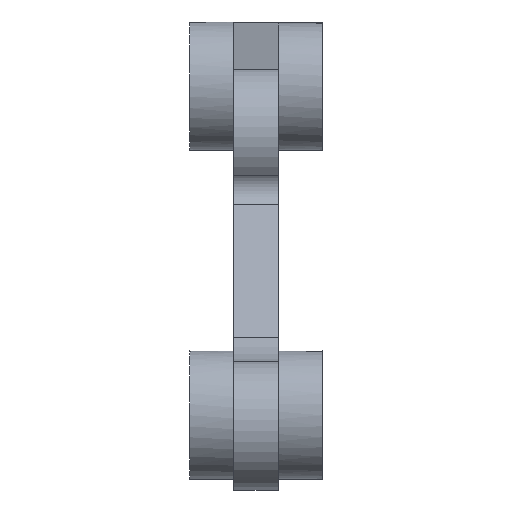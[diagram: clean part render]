
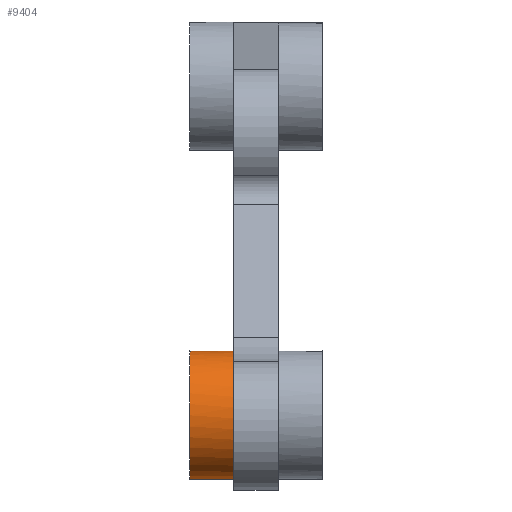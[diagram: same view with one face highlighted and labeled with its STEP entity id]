
A CAD part, front view. The second image highlights one B-rep face of the part: STEP entity #9404.
In plain terms, the highlighted cylindrical face has radius 8.756 mm (diameter 17.512 mm), a full revolution.
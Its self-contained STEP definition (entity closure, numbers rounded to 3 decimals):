
#8436 = PLANE('',#8437);
#8437 = AXIS2_PLACEMENT_3D('',#8438,#8439,#8440);
#8438 = CARTESIAN_POINT('',(33.829,26.931,0.));
#8439 = DIRECTION('',(0.,0.,1.));
#8440 = DIRECTION('',(0.,1.,0.));
#8748 = VERTEX_POINT('',#8749);
#8749 = CARTESIAN_POINT('',(28.816,-2.875,0.));
#8775 = EDGE_CURVE('',#8748,#8776,#8778,.T.);
#8776 = VERTEX_POINT('',#8777);
#8777 = CARTESIAN_POINT('',(35.784,11.093,0.));
#8778 = SURFACE_CURVE('',#8779,(#8784,#8795),.PCURVE_S1.);
#8779 = CIRCLE('',#8780,8.756);
#8780 = AXIS2_PLACEMENT_3D('',#8781,#8782,#8783);
#8781 = CARTESIAN_POINT('',(28.748,5.881,
    0.));
#8782 = DIRECTION('',(0.,0.,-1.));
#8783 = DIRECTION('',(1.,0.,0.));
#8784 = PCURVE('',#8436,#8785);
#8785 = DEFINITIONAL_REPRESENTATION('',(#8786),#8794);
#8786 = ( BOUNDED_CURVE() B_SPLINE_CURVE(2,(#8787,#8788,#8789,#8790,
#8791,#8792,#8793),.UNSPECIFIED.,.T.,.F.) B_SPLINE_CURVE_WITH_KNOTS((1,2
    ,2,2,2,1),(-2.094,0.,2.094,4.189,
6.283,8.378),.UNSPECIFIED.) CURVE() 
GEOMETRIC_REPRESENTATION_ITEM() RATIONAL_B_SPLINE_CURVE((1.,0.5,1.,0.5,
1.,0.5,1.)) REPRESENTATION_ITEM('') );
#8787 = CARTESIAN_POINT('',(-21.05,-3.675));
#8788 = CARTESIAN_POINT('',(-36.216,-3.675));
#8789 = CARTESIAN_POINT('',(-28.633,9.459));
#8790 = CARTESIAN_POINT('',(-21.05,22.593));
#8791 = CARTESIAN_POINT('',(-13.467,9.459));
#8792 = CARTESIAN_POINT('',(-5.884,-3.675));
#8793 = CARTESIAN_POINT('',(-21.05,-3.675));
#8794 = ( GEOMETRIC_REPRESENTATION_CONTEXT(2) 
PARAMETRIC_REPRESENTATION_CONTEXT() REPRESENTATION_CONTEXT('2D SPACE',''
  ) );
#8795 = PCURVE('',#8796,#8801);
#8796 = CYLINDRICAL_SURFACE('',#8797,8.756);
#8797 = AXIS2_PLACEMENT_3D('',#8798,#8799,#8800);
#8798 = CARTESIAN_POINT('',(28.748,5.881,0.));
#8799 = DIRECTION('',(0.,0.,1.));
#8800 = DIRECTION('',(1.,0.,0.));
#8801 = DEFINITIONAL_REPRESENTATION('',(#8802),#8806);
#8802 = LINE('',#8803,#8804);
#8803 = CARTESIAN_POINT('',(-0.,0.));
#8804 = VECTOR('',#8805,1.);
#8805 = DIRECTION('',(-1.,0.));
#8806 = ( GEOMETRIC_REPRESENTATION_CONTEXT(2) 
PARAMETRIC_REPRESENTATION_CONTEXT() REPRESENTATION_CONTEXT('2D SPACE',''
  ) );
#9388 = PLANE('',#9389);
#9389 = AXIS2_PLACEMENT_3D('',#9390,#9391,#9392);
#9390 = CARTESIAN_POINT('',(28.748,5.881,0.));
#9391 = DIRECTION('',(0.,0.,-1.));
#9392 = DIRECTION('',(-1.,0.,0.));
#9404 = ADVANCED_FACE('',(#9405),#8796,.T.);
#9405 = FACE_BOUND('',#9406,.F.);
#9406 = EDGE_LOOP('',(#9407,#9431,#9454,#9481,#9482,#9504));
#9407 = ORIENTED_EDGE('',*,*,#9408,.F.);
#9408 = EDGE_CURVE('',#9409,#8748,#9411,.T.);
#9409 = VERTEX_POINT('',#9410);
#9410 = CARTESIAN_POINT('',(37.504,5.881,
    0.));
#9411 = SURFACE_CURVE('',#9412,(#9417,#9424),.PCURVE_S1.);
#9412 = CIRCLE('',#9413,8.756);
#9413 = AXIS2_PLACEMENT_3D('',#9414,#9415,#9416);
#9414 = CARTESIAN_POINT('',(28.748,5.881,
    0.));
#9415 = DIRECTION('',(0.,0.,-1.));
#9416 = DIRECTION('',(1.,0.,0.));
#9417 = PCURVE('',#8796,#9418);
#9418 = DEFINITIONAL_REPRESENTATION('',(#9419),#9423);
#9419 = LINE('',#9420,#9421);
#9420 = CARTESIAN_POINT('',(-0.,0.));
#9421 = VECTOR('',#9422,1.);
#9422 = DIRECTION('',(-1.,0.));
#9423 = ( GEOMETRIC_REPRESENTATION_CONTEXT(2) 
PARAMETRIC_REPRESENTATION_CONTEXT() REPRESENTATION_CONTEXT('2D SPACE',''
  ) );
#9424 = PCURVE('',#9388,#9425);
#9425 = DEFINITIONAL_REPRESENTATION('',(#9426),#9430);
#9426 = CIRCLE('',#9427,8.756);
#9427 = AXIS2_PLACEMENT_2D('',#9428,#9429);
#9428 = CARTESIAN_POINT('',(0.,0.));
#9429 = DIRECTION('',(-1.,0.));
#9430 = ( GEOMETRIC_REPRESENTATION_CONTEXT(2) 
PARAMETRIC_REPRESENTATION_CONTEXT() REPRESENTATION_CONTEXT('2D SPACE',''
  ) );
#9431 = ORIENTED_EDGE('',*,*,#9432,.T.);
#9432 = EDGE_CURVE('',#9409,#9433,#9435,.T.);
#9433 = VERTEX_POINT('',#9434);
#9434 = CARTESIAN_POINT('',(37.504,5.881,-6.));
#9435 = SEAM_CURVE('',#9436,(#9440,#9447),.PCURVE_S1.);
#9436 = LINE('',#9437,#9438);
#9437 = CARTESIAN_POINT('',(37.504,5.881,0.));
#9438 = VECTOR('',#9439,1.);
#9439 = DIRECTION('',(0.,0.,-1.));
#9440 = PCURVE('',#8796,#9441);
#9441 = DEFINITIONAL_REPRESENTATION('',(#9442),#9446);
#9442 = LINE('',#9443,#9444);
#9443 = CARTESIAN_POINT('',(-6.283,0.));
#9444 = VECTOR('',#9445,1.);
#9445 = DIRECTION('',(-0.,-1.));
#9446 = ( GEOMETRIC_REPRESENTATION_CONTEXT(2) 
PARAMETRIC_REPRESENTATION_CONTEXT() REPRESENTATION_CONTEXT('2D SPACE',''
  ) );
#9447 = PCURVE('',#8796,#9448);
#9448 = DEFINITIONAL_REPRESENTATION('',(#9449),#9453);
#9449 = LINE('',#9450,#9451);
#9450 = CARTESIAN_POINT('',(-0.,0.));
#9451 = VECTOR('',#9452,1.);
#9452 = DIRECTION('',(-0.,-1.));
#9453 = ( GEOMETRIC_REPRESENTATION_CONTEXT(2) 
PARAMETRIC_REPRESENTATION_CONTEXT() REPRESENTATION_CONTEXT('2D SPACE',''
  ) );
#9454 = ORIENTED_EDGE('',*,*,#9455,.T.);
#9455 = EDGE_CURVE('',#9433,#9433,#9456,.T.);
#9456 = SURFACE_CURVE('',#9457,(#9462,#9469),.PCURVE_S1.);
#9457 = CIRCLE('',#9458,8.756);
#9458 = AXIS2_PLACEMENT_3D('',#9459,#9460,#9461);
#9459 = CARTESIAN_POINT('',(28.748,5.881,-6.));
#9460 = DIRECTION('',(0.,0.,-1.));
#9461 = DIRECTION('',(1.,0.,0.));
#9462 = PCURVE('',#8796,#9463);
#9463 = DEFINITIONAL_REPRESENTATION('',(#9464),#9468);
#9464 = LINE('',#9465,#9466);
#9465 = CARTESIAN_POINT('',(-0.,-6.));
#9466 = VECTOR('',#9467,1.);
#9467 = DIRECTION('',(-1.,0.));
#9468 = ( GEOMETRIC_REPRESENTATION_CONTEXT(2) 
PARAMETRIC_REPRESENTATION_CONTEXT() REPRESENTATION_CONTEXT('2D SPACE',''
  ) );
#9469 = PCURVE('',#9470,#9475);
#9470 = PLANE('',#9471);
#9471 = AXIS2_PLACEMENT_3D('',#9472,#9473,#9474);
#9472 = CARTESIAN_POINT('',(28.748,5.881,-6.));
#9473 = DIRECTION('',(0.,0.,-1.));
#9474 = DIRECTION('',(-1.,0.,0.));
#9475 = DEFINITIONAL_REPRESENTATION('',(#9476),#9480);
#9476 = CIRCLE('',#9477,8.756);
#9477 = AXIS2_PLACEMENT_2D('',#9478,#9479);
#9478 = CARTESIAN_POINT('',(0.,0.));
#9479 = DIRECTION('',(-1.,0.));
#9480 = ( GEOMETRIC_REPRESENTATION_CONTEXT(2) 
PARAMETRIC_REPRESENTATION_CONTEXT() REPRESENTATION_CONTEXT('2D SPACE',''
  ) );
#9481 = ORIENTED_EDGE('',*,*,#9432,.F.);
#9482 = ORIENTED_EDGE('',*,*,#9483,.F.);
#9483 = EDGE_CURVE('',#8776,#9409,#9484,.T.);
#9484 = SURFACE_CURVE('',#9485,(#9490,#9497),.PCURVE_S1.);
#9485 = CIRCLE('',#9486,8.756);
#9486 = AXIS2_PLACEMENT_3D('',#9487,#9488,#9489);
#9487 = CARTESIAN_POINT('',(28.748,5.881,
    0.));
#9488 = DIRECTION('',(0.,0.,-1.));
#9489 = DIRECTION('',(1.,0.,0.));
#9490 = PCURVE('',#8796,#9491);
#9491 = DEFINITIONAL_REPRESENTATION('',(#9492),#9496);
#9492 = LINE('',#9493,#9494);
#9493 = CARTESIAN_POINT('',(-0.,0.));
#9494 = VECTOR('',#9495,1.);
#9495 = DIRECTION('',(-1.,0.));
#9496 = ( GEOMETRIC_REPRESENTATION_CONTEXT(2) 
PARAMETRIC_REPRESENTATION_CONTEXT() REPRESENTATION_CONTEXT('2D SPACE',''
  ) );
#9497 = PCURVE('',#9388,#9498);
#9498 = DEFINITIONAL_REPRESENTATION('',(#9499),#9503);
#9499 = CIRCLE('',#9500,8.756);
#9500 = AXIS2_PLACEMENT_2D('',#9501,#9502);
#9501 = CARTESIAN_POINT('',(0.,0.));
#9502 = DIRECTION('',(-1.,0.));
#9503 = ( GEOMETRIC_REPRESENTATION_CONTEXT(2) 
PARAMETRIC_REPRESENTATION_CONTEXT() REPRESENTATION_CONTEXT('2D SPACE',''
  ) );
#9504 = ORIENTED_EDGE('',*,*,#8775,.F.);
